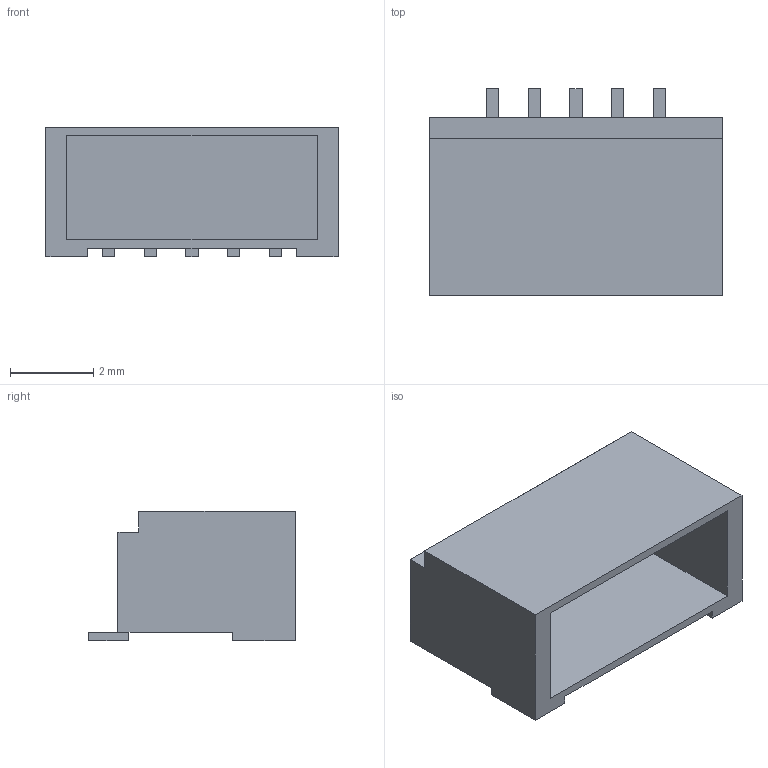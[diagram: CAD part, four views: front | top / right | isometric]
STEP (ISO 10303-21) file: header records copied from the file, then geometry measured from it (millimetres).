
FILE_DESCRIPTION( ( '' ), ' ' );
FILE_NAME( '58d2896da88fac0f8da5f44f.step', '2017-03-22T14:25:50', ( '' ), ( '' ), ' ', ' ', ' ' );
FILE_SCHEMA( ( 'AUTOMOTIVE_DESIGN { 1 0 10303 214 1 1 1 1 }' ) );
Length unit declared in the file: metre
Products named in the file (1): Open CASCADE STEP translator 6.8 1
Bounding box: 7 x 4.95 x 3.1 mm (x, y, z)
Volume: 40.4 mm3; surface area: 181.9 mm2
Topology: 1 solids, 1 shells, 49 faces, 128 edges, 82 vertices
Faces by surface type: plane 49
Entity records: 2510 total; most frequent: CARTESIAN_POINT 260, ORIENTED_EDGE 256, DIRECTION 228, STYLED_ITEM 177, PRESENTATION_STYLE_ASSIGNMENT 177, COLOUR_RGB 177, EDGE_CURVE 128, CURVE_STYLE 128
